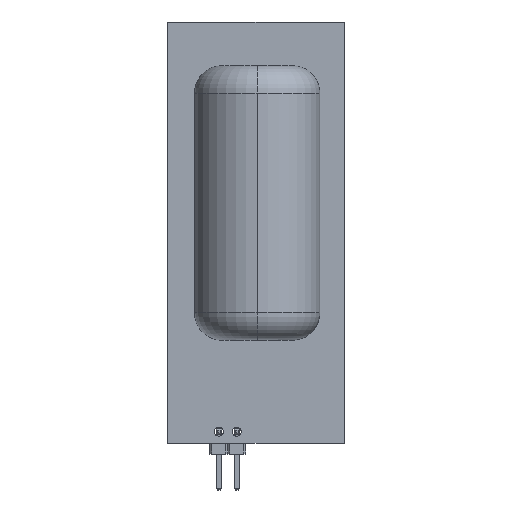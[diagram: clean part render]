
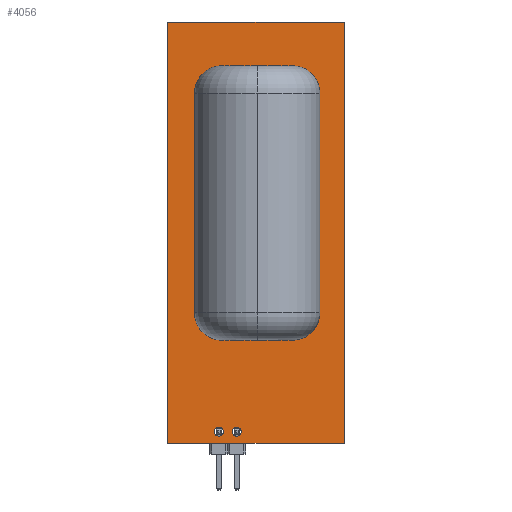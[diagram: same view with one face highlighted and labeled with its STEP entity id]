
A CAD part, top view. The second image highlights one B-rep face of the part: STEP entity #4056.
In plain terms, the highlighted planar face has unit normal (0, 0, 1).
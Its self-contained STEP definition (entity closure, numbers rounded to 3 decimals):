
#3900 = VERTEX_POINT('',#3901);
#3901 = CARTESIAN_POINT('',(139.49,-114.94,1.6));
#3907 = EDGE_CURVE('',#3900,#3908,#3910,.T.);
#3908 = VERTEX_POINT('',#3909);
#3909 = CARTESIAN_POINT('',(129.62,-114.94,1.6));
#3910 = LINE('',#3911,#3912);
#3911 = CARTESIAN_POINT('',(139.49,-114.94,1.6));
#3912 = VECTOR('',#3913,1.);
#3913 = DIRECTION('',(-1.,0.,0.));
#3940 = VERTEX_POINT('',#3941);
#3941 = CARTESIAN_POINT('',(139.49,-91.44,1.6));
#3947 = EDGE_CURVE('',#3940,#3900,#3948,.T.);
#3948 = LINE('',#3949,#3950);
#3949 = CARTESIAN_POINT('',(139.49,-91.44,1.6));
#3950 = VECTOR('',#3951,1.);
#3951 = DIRECTION('',(0.,-1.,0.));
#3969 = EDGE_CURVE('',#3908,#3970,#3972,.T.);
#3970 = VERTEX_POINT('',#3971);
#3971 = CARTESIAN_POINT('',(129.62,-91.44,1.6));
#3972 = LINE('',#3973,#3974);
#3973 = CARTESIAN_POINT('',(129.62,-114.94,1.6));
#3974 = VECTOR('',#3975,1.);
#3975 = DIRECTION('',(0.,1.,0.));
#4056 = ADVANCED_FACE('',(#4057,#4068,#4079,#4090,#4101),#4112,.T.);
#4057 = FACE_BOUND('',#4058,.T.);
#4058 = EDGE_LOOP('',(#4059,#4060,#4061,#4067));
#4059 = ORIENTED_EDGE('',*,*,#3907,.F.);
#4060 = ORIENTED_EDGE('',*,*,#3947,.F.);
#4061 = ORIENTED_EDGE('',*,*,#4062,.F.);
#4062 = EDGE_CURVE('',#3970,#3940,#4063,.T.);
#4063 = LINE('',#4064,#4065);
#4064 = CARTESIAN_POINT('',(129.62,-91.44,1.6));
#4065 = VECTOR('',#4066,1.);
#4066 = DIRECTION('',(1.,0.,0.));
#4067 = ORIENTED_EDGE('',*,*,#3969,.F.);
#4068 = FACE_BOUND('',#4069,.T.);
#4069 = EDGE_LOOP('',(#4070));
#4070 = ORIENTED_EDGE('',*,*,#4071,.T.);
#4071 = EDGE_CURVE('',#4072,#4072,#4074,.T.);
#4072 = VERTEX_POINT('',#4073);
#4073 = CARTESIAN_POINT('',(132.48,-114.55,1.6));
#4074 = CIRCLE('',#4075,0.25);
#4075 = AXIS2_PLACEMENT_3D('',#4076,#4077,#4078);
#4076 = CARTESIAN_POINT('',(132.48,-114.3,1.6));
#4077 = DIRECTION('',(-0.,0.,-1.));
#4078 = DIRECTION('',(-0.,-1.,0.));
#4079 = FACE_BOUND('',#4080,.T.);
#4080 = EDGE_LOOP('',(#4081));
#4081 = ORIENTED_EDGE('',*,*,#4082,.T.);
#4082 = EDGE_CURVE('',#4083,#4083,#4085,.T.);
#4083 = VERTEX_POINT('',#4084);
#4084 = CARTESIAN_POINT('',(133.48,-114.55,1.6));
#4085 = CIRCLE('',#4086,0.25);
#4086 = AXIS2_PLACEMENT_3D('',#4087,#4088,#4089);
#4087 = CARTESIAN_POINT('',(133.48,-114.3,1.6));
#4088 = DIRECTION('',(-0.,0.,-1.));
#4089 = DIRECTION('',(-0.,-1.,0.));
#4090 = FACE_BOUND('',#4091,.T.);
#4091 = EDGE_LOOP('',(#4092));
#4092 = ORIENTED_EDGE('',*,*,#4093,.T.);
#4093 = EDGE_CURVE('',#4094,#4094,#4096,.T.);
#4094 = VERTEX_POINT('',#4095);
#4095 = CARTESIAN_POINT('',(134.62,-104.485,1.6));
#4096 = CIRCLE('',#4097,0.425);
#4097 = AXIS2_PLACEMENT_3D('',#4098,#4099,#4100);
#4098 = CARTESIAN_POINT('',(134.62,-104.06,1.6));
#4099 = DIRECTION('',(-0.,0.,-1.));
#4100 = DIRECTION('',(-0.,-1.,0.));
#4101 = FACE_BOUND('',#4102,.T.);
#4102 = EDGE_LOOP('',(#4103));
#4103 = ORIENTED_EDGE('',*,*,#4104,.T.);
#4104 = EDGE_CURVE('',#4105,#4105,#4107,.T.);
#4105 = VERTEX_POINT('',#4106);
#4106 = CARTESIAN_POINT('',(134.62,-99.485,1.6));
#4107 = CIRCLE('',#4108,0.425);
#4108 = AXIS2_PLACEMENT_3D('',#4109,#4110,#4111);
#4109 = CARTESIAN_POINT('',(134.62,-99.06,1.6));
#4110 = DIRECTION('',(-0.,0.,-1.));
#4111 = DIRECTION('',(-0.,-1.,0.));
#4112 = PLANE('',#4113);
#4113 = AXIS2_PLACEMENT_3D('',#4114,#4115,#4116);
#4114 = CARTESIAN_POINT('',(0.,0.,1.6));
#4115 = DIRECTION('',(0.,0.,1.));
#4116 = DIRECTION('',(1.,0.,-0.));
